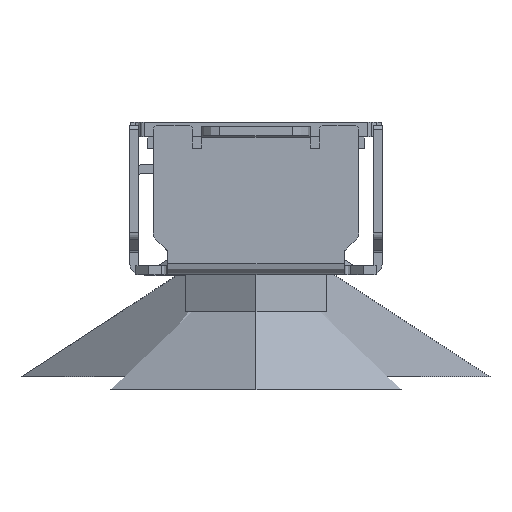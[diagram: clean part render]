
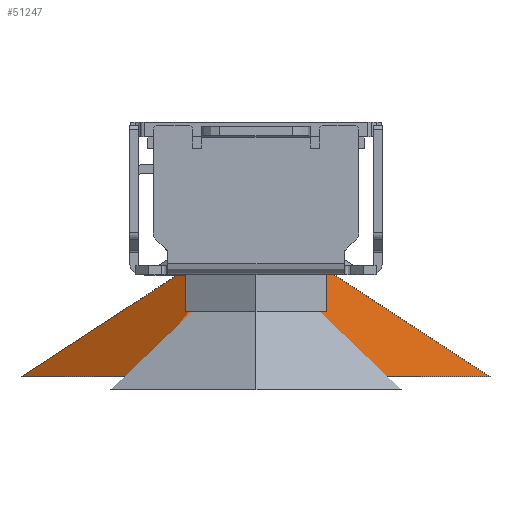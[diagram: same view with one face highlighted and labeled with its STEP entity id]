
A CAD part, left-side view. The second image highlights one B-rep face of the part: STEP entity #51247.
In plain terms, the highlighted conical face has half-angle 56.745 degrees and reference radius 12.964 mm.
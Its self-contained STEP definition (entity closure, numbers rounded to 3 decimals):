
#5072 = CARTESIAN_POINT ( 'NONE',  ( 0., -12.964, 12.847 ) ) ;
#9742 = CARTESIAN_POINT ( 'NONE',  ( 0., 0., 12.847 ) ) ;
#11972 = CIRCLE ( 'NONE', #74410, 12.964 ) ;
#12726 = CARTESIAN_POINT ( 'NONE',  ( 0., 12.964, 12.847 ) ) ;
#23076 = EDGE_CURVE ( 'NONE', #47874, #112830, #25452, .T. ) ;
#25452 = LINE ( 'NONE', #106764, #125396 ) ;
#35232 = FACE_OUTER_BOUND ( 'NONE', #98471, .T. ) ;
#41666 = DIRECTION ( 'NONE',  ( 0., 0.836, 0.548 ) ) ;
#47874 = VERTEX_POINT ( 'NONE', #70639 ) ;
#51247 = ADVANCED_FACE ( 'N', ( #35232 ), #109282, .T. ) ;
#56945 = AXIS2_PLACEMENT_3D ( 'NONE', #9742, #69095, #106664 ) ;
#57631 = EDGE_CURVE ( 'NONE', #74857, #112830, #11972, .T. ) ;
#64665 = CARTESIAN_POINT ( 'NONE',  ( 0., 12.964, 12.847 ) ) ;
#67962 = DIRECTION ( 'NONE',  ( 1., 0., 0. ) ) ;
#69095 = DIRECTION ( 'NONE',  ( 0., 0., 1. ) ) ;
#70639 = CARTESIAN_POINT ( 'NONE',  ( 0., 0., 4.346 ) ) ;
#74410 = AXIS2_PLACEMENT_3D ( 'NONE', #76451, #87005, #67962 ) ;
#74857 = VERTEX_POINT ( 'NONE', #64665 ) ;
#76451 = CARTESIAN_POINT ( 'NONE',  ( 0., 0., 12.847 ) ) ;
#79786 = DIRECTION ( 'NONE',  ( 0., -0.836, 0.548 ) ) ;
#87005 = DIRECTION ( 'NONE',  ( 0., 0., -1. ) ) ;
#94455 = VECTOR ( 'NONE', #41666, 1000. ) ;
#94832 = ORIENTED_EDGE ( 'NONE', *, *, #57631, .T. ) ;
#98471 = EDGE_LOOP ( 'NONE', ( #105157, #100100, #94832 ) ) ;
#100100 = ORIENTED_EDGE ( 'NONE', *, *, #124521, .T. ) ;
#104941 = LINE ( 'NONE', #12726, #94455 ) ;
#105157 = ORIENTED_EDGE ( 'NONE', *, *, #23076, .F. ) ;
#106664 = DIRECTION ( 'NONE',  ( 0., -1., 0. ) ) ;
#106764 = CARTESIAN_POINT ( 'NONE',  ( 0., -12.964, 12.847 ) ) ;
#109282 = CONICAL_SURFACE ( 'NONE', #56945, 12.964, 0.99 ) ;
#112830 = VERTEX_POINT ( 'NONE', #5072 ) ;
#124521 = EDGE_CURVE ( 'NONE', #47874, #74857, #104941, .T. ) ;
#125396 = VECTOR ( 'NONE', #79786, 1000. ) ;
